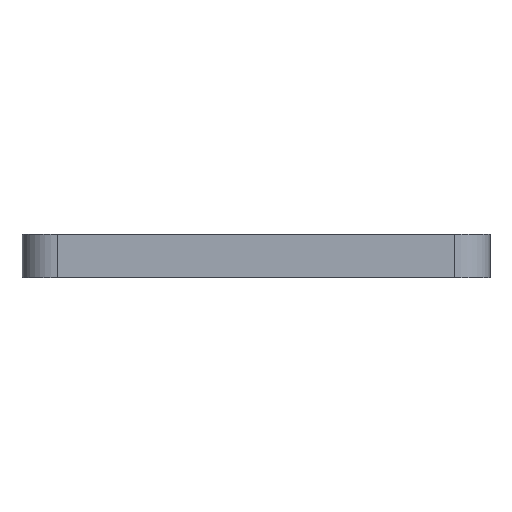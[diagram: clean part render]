
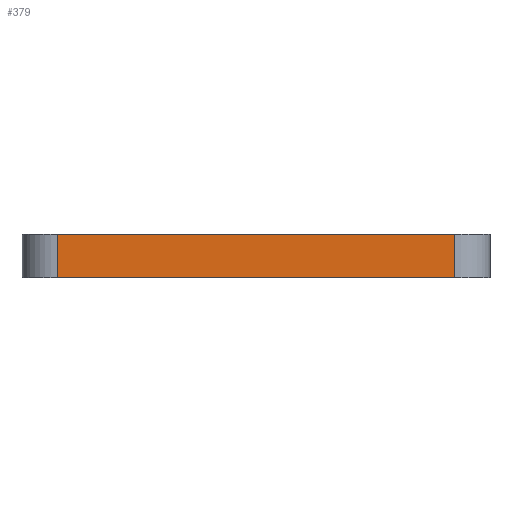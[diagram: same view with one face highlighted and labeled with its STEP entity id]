
A CAD part, left-side view. The second image highlights one B-rep face of the part: STEP entity #379.
In plain terms, the highlighted planar face has unit normal (-1, 0, 0).
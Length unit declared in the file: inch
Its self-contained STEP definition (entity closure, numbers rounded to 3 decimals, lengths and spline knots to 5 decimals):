
#39 = CARTESIAN_POINT ( 'NONE',  ( -3.17126, -1.77953, 0.19685 ) ) ;
#64 = VERTEX_POINT ( 'NONE', #1168 ) ;
#72 = VERTEX_POINT ( 'NONE', #1079 ) ;
#88 = EDGE_CURVE ( 'NONE', #64, #771, #916, .T. ) ;
#111 = AXIS2_PLACEMENT_3D ( 'NONE', #806, #455, #230 ) ;
#133 = PLANE ( 'NONE',  #111 ) ;
#198 = VECTOR ( 'NONE', #984, 39.37008 ) ;
#230 = DIRECTION ( 'NONE',  ( 0., 0., -1. ) ) ;
#338 = FACE_OUTER_BOUND ( 'NONE', #416, .T. ) ;
#340 = VECTOR ( 'NONE', #810, 39.37008 ) ;
#348 = DIRECTION ( 'NONE',  ( 0., -1., 0. ) ) ;
#363 = VERTEX_POINT ( 'NONE', #894 ) ;
#379 = ADVANCED_FACE ( 'NONE', ( #338 ), #133, .F. ) ;
#398 = ORIENTED_EDGE ( 'NONE', *, *, #1151, .F. ) ;
#416 = EDGE_LOOP ( 'NONE', ( #842, #1050, #398, #809 ) ) ;
#442 = VECTOR ( 'NONE', #348, 39.37008 ) ;
#455 = DIRECTION ( 'NONE',  ( 1., 0., 0. ) ) ;
#473 = CARTESIAN_POINT ( 'NONE',  ( -3.17126, 1.77953, 0.19685 ) ) ;
#534 = EDGE_CURVE ( 'NONE', #72, #363, #1024, .T. ) ;
#612 = CARTESIAN_POINT ( 'NONE',  ( -3.17126, -1.77953, 0.19685 ) ) ;
#631 = LINE ( 'NONE', #728, #442 ) ;
#665 = DIRECTION ( 'NONE',  ( 0., 0., -1. ) ) ;
#728 = CARTESIAN_POINT ( 'NONE',  ( -3.17126, -2.09449, -0.19685 ) ) ;
#771 = VERTEX_POINT ( 'NONE', #39 ) ;
#806 = CARTESIAN_POINT ( 'NONE',  ( -3.17126, -2.09449, 0.19685 ) ) ;
#809 = ORIENTED_EDGE ( 'NONE', *, *, #534, .T. ) ;
#810 = DIRECTION ( 'NONE',  ( 0., -1., 0. ) ) ;
#835 = VECTOR ( 'NONE', #665, 39.37008 ) ;
#842 = ORIENTED_EDGE ( 'NONE', *, *, #877, .T. ) ;
#877 = EDGE_CURVE ( 'NONE', #363, #64, #631, .T. ) ;
#889 = LINE ( 'NONE', #1163, #340 ) ;
#894 = CARTESIAN_POINT ( 'NONE',  ( -3.17126, 1.77953, -0.19685 ) ) ;
#916 = LINE ( 'NONE', #612, #198 ) ;
#984 = DIRECTION ( 'NONE',  ( 0., 0., 1. ) ) ;
#1024 = LINE ( 'NONE', #473, #835 ) ;
#1050 = ORIENTED_EDGE ( 'NONE', *, *, #88, .T. ) ;
#1079 = CARTESIAN_POINT ( 'NONE',  ( -3.17126, 1.77953, 0.19685 ) ) ;
#1151 = EDGE_CURVE ( 'NONE', #72, #771, #889, .T. ) ;
#1163 = CARTESIAN_POINT ( 'NONE',  ( -3.17126, -2.09449, 0.19685 ) ) ;
#1168 = CARTESIAN_POINT ( 'NONE',  ( -3.17126, -1.77953, -0.19685 ) ) ;
